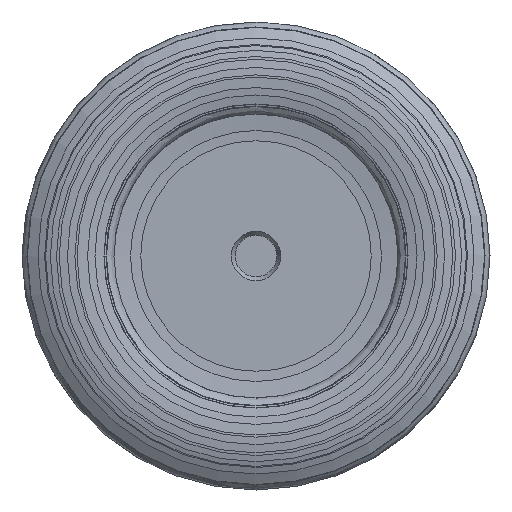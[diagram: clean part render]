
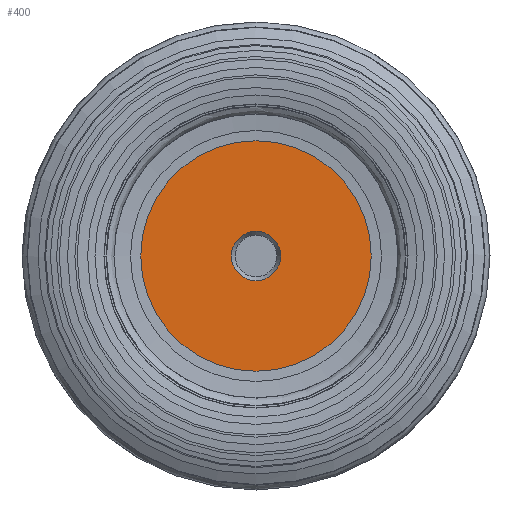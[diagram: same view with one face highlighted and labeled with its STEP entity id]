
A CAD part, left-side view. The second image highlights one B-rep face of the part: STEP entity #400.
In plain terms, the highlighted planar face has unit normal (-1, 0, 0).
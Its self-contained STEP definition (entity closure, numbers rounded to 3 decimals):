
#214=PLANE('',#1250);
#400=ADVANCED_FACE('',(#531,#532),#214,.T.);
#531=FACE_BOUND('',#668,.T.);
#532=FACE_BOUND('',#669,.T.);
#668=EDGE_LOOP('',(#880));
#669=EDGE_LOOP('',(#881));
#880=ORIENTED_EDGE('',*,*,#1078,.T.);
#881=ORIENTED_EDGE('',*,*,#1080,.T.);
#972=VERTEX_POINT('',#3185);
#974=VERTEX_POINT('',#3191);
#1078=EDGE_CURVE('',#972,#972,#1144,.T.);
#1080=EDGE_CURVE('',#974,#974,#1146,.T.);
#1144=CIRCLE('',#1245,7.825);
#1146=CIRCLE('',#1249,1.675);
#1245=AXIS2_PLACEMENT_3D('',#3184,#1508,#1509);
#1249=AXIS2_PLACEMENT_3D('',#3190,#1516,#1517);
#1250=AXIS2_PLACEMENT_3D('',#3192,#1518,#1519);
#1508=DIRECTION('',(-1.,0.,0.));
#1509=DIRECTION('',(0.,0.,1.));
#1516=DIRECTION('',(1.,0.,0.));
#1517=DIRECTION('',(0.,0.,-1.));
#1518=DIRECTION('',(-1.,0.,0.));
#1519=DIRECTION('',(0.,0.,1.));
#3184=CARTESIAN_POINT('',(1.2,0.,0.));
#3185=CARTESIAN_POINT('',(1.2,0.,7.825));
#3190=CARTESIAN_POINT('',(1.2,0.,0.));
#3191=CARTESIAN_POINT('',(1.2,0.,-1.675));
#3192=CARTESIAN_POINT('',(1.2,8.175,0.));
